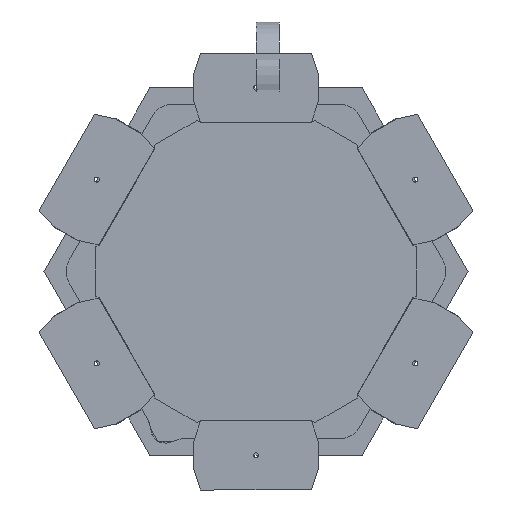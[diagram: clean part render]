
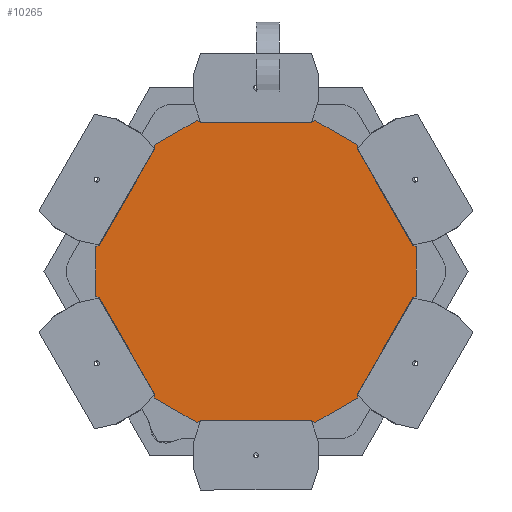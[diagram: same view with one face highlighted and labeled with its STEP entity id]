
A CAD part, front view. The second image highlights one B-rep face of the part: STEP entity #10265.
In plain terms, the highlighted planar face has unit normal (0, -1, 0).
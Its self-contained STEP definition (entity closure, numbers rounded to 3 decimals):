
#383=PLANE('',#10976);
#867=FACE_OUTER_BOUND('',#1406,.T.);
#1406=EDGE_LOOP('',(#8794,#8795,#8796,#8797,#8798,#8799,#8800,#8801,#8802,
#8803,#8804,#8805,#8806,#8807,#8808,#8809,#8810,#8811,#8812,#8813,#8814,
#8815,#8816,#8817));
#2432=LINE('',#15959,#3715);
#2435=LINE('',#15964,#3718);
#2437=LINE('',#15968,#3720);
#2439=LINE('',#15972,#3722);
#2441=LINE('',#15976,#3724);
#2443=LINE('',#15980,#3726);
#2445=LINE('',#15984,#3728);
#2447=LINE('',#15988,#3730);
#2449=LINE('',#15992,#3732);
#2451=LINE('',#15996,#3734);
#2453=LINE('',#16000,#3736);
#2455=LINE('',#16004,#3738);
#2457=LINE('',#16008,#3740);
#2459=LINE('',#16012,#3742);
#2461=LINE('',#16016,#3744);
#2462=LINE('',#16019,#3745);
#2463=LINE('',#16021,#3746);
#2464=LINE('',#16023,#3747);
#2465=LINE('',#16025,#3748);
#2466=LINE('',#16027,#3749);
#2467=LINE('',#16029,#3750);
#2468=LINE('',#16031,#3751);
#2469=LINE('',#16033,#3752);
#2470=LINE('',#16034,#3753);
#3715=VECTOR('',#13017,10.);
#3718=VECTOR('',#13022,10.);
#3720=VECTOR('',#13026,10.);
#3722=VECTOR('',#13030,10.);
#3724=VECTOR('',#13034,10.);
#3726=VECTOR('',#13038,10.);
#3728=VECTOR('',#13042,10.);
#3730=VECTOR('',#13046,10.);
#3732=VECTOR('',#13050,10.);
#3734=VECTOR('',#13054,10.);
#3736=VECTOR('',#13058,10.);
#3738=VECTOR('',#13062,10.);
#3740=VECTOR('',#13066,10.);
#3742=VECTOR('',#13070,10.);
#3744=VECTOR('',#13074,10.);
#3745=VECTOR('',#13077,10.);
#3746=VECTOR('',#13078,10.);
#3747=VECTOR('',#13079,10.);
#3748=VECTOR('',#13080,10.);
#3749=VECTOR('',#13081,10.);
#3750=VECTOR('',#13082,10.);
#3751=VECTOR('',#13083,10.);
#3752=VECTOR('',#13084,10.);
#3753=VECTOR('',#13085,10.);
#5003=VERTEX_POINT('',#15956);
#5004=VERTEX_POINT('',#15958);
#5005=VERTEX_POINT('',#15962);
#5006=VERTEX_POINT('',#15966);
#5007=VERTEX_POINT('',#15970);
#5008=VERTEX_POINT('',#15974);
#5009=VERTEX_POINT('',#15978);
#5010=VERTEX_POINT('',#15982);
#5011=VERTEX_POINT('',#15986);
#5012=VERTEX_POINT('',#15990);
#5013=VERTEX_POINT('',#15994);
#5014=VERTEX_POINT('',#15998);
#5015=VERTEX_POINT('',#16002);
#5016=VERTEX_POINT('',#16006);
#5017=VERTEX_POINT('',#16010);
#5018=VERTEX_POINT('',#16014);
#5019=VERTEX_POINT('',#16018);
#5020=VERTEX_POINT('',#16020);
#5021=VERTEX_POINT('',#16022);
#5022=VERTEX_POINT('',#16024);
#5023=VERTEX_POINT('',#16026);
#5024=VERTEX_POINT('',#16028);
#5025=VERTEX_POINT('',#16030);
#5026=VERTEX_POINT('',#16032);
#6302=EDGE_CURVE('',#5004,#5003,#2432,.F.);
#6305=EDGE_CURVE('',#5003,#5005,#2435,.F.);
#6307=EDGE_CURVE('',#5005,#5006,#2437,.F.);
#6309=EDGE_CURVE('',#5006,#5007,#2439,.F.);
#6311=EDGE_CURVE('',#5007,#5008,#2441,.F.);
#6313=EDGE_CURVE('',#5008,#5009,#2443,.F.);
#6315=EDGE_CURVE('',#5009,#5010,#2445,.F.);
#6317=EDGE_CURVE('',#5010,#5011,#2447,.F.);
#6319=EDGE_CURVE('',#5011,#5012,#2449,.F.);
#6321=EDGE_CURVE('',#5012,#5013,#2451,.F.);
#6323=EDGE_CURVE('',#5013,#5014,#2453,.F.);
#6325=EDGE_CURVE('',#5014,#5015,#2455,.F.);
#6327=EDGE_CURVE('',#5015,#5016,#2457,.F.);
#6329=EDGE_CURVE('',#5016,#5017,#2459,.F.);
#6331=EDGE_CURVE('',#5017,#5018,#2461,.F.);
#6332=EDGE_CURVE('',#5018,#5019,#2462,.F.);
#6333=EDGE_CURVE('',#5019,#5020,#2463,.F.);
#6334=EDGE_CURVE('',#5020,#5021,#2464,.F.);
#6335=EDGE_CURVE('',#5021,#5022,#2465,.F.);
#6336=EDGE_CURVE('',#5022,#5023,#2466,.F.);
#6337=EDGE_CURVE('',#5023,#5024,#2467,.F.);
#6338=EDGE_CURVE('',#5024,#5025,#2468,.F.);
#6339=EDGE_CURVE('',#5025,#5026,#2469,.F.);
#6340=EDGE_CURVE('',#5004,#5026,#2470,.T.);
#8794=ORIENTED_EDGE('',*,*,#6325,.T.);
#8795=ORIENTED_EDGE('',*,*,#6327,.T.);
#8796=ORIENTED_EDGE('',*,*,#6329,.T.);
#8797=ORIENTED_EDGE('',*,*,#6331,.T.);
#8798=ORIENTED_EDGE('',*,*,#6332,.T.);
#8799=ORIENTED_EDGE('',*,*,#6333,.T.);
#8800=ORIENTED_EDGE('',*,*,#6334,.T.);
#8801=ORIENTED_EDGE('',*,*,#6335,.T.);
#8802=ORIENTED_EDGE('',*,*,#6336,.T.);
#8803=ORIENTED_EDGE('',*,*,#6337,.T.);
#8804=ORIENTED_EDGE('',*,*,#6338,.T.);
#8805=ORIENTED_EDGE('',*,*,#6339,.T.);
#8806=ORIENTED_EDGE('',*,*,#6340,.F.);
#8807=ORIENTED_EDGE('',*,*,#6302,.T.);
#8808=ORIENTED_EDGE('',*,*,#6305,.T.);
#8809=ORIENTED_EDGE('',*,*,#6307,.T.);
#8810=ORIENTED_EDGE('',*,*,#6309,.T.);
#8811=ORIENTED_EDGE('',*,*,#6311,.T.);
#8812=ORIENTED_EDGE('',*,*,#6313,.T.);
#8813=ORIENTED_EDGE('',*,*,#6315,.T.);
#8814=ORIENTED_EDGE('',*,*,#6317,.T.);
#8815=ORIENTED_EDGE('',*,*,#6319,.T.);
#8816=ORIENTED_EDGE('',*,*,#6321,.T.);
#8817=ORIENTED_EDGE('',*,*,#6323,.T.);
#10265=ADVANCED_FACE('',(#867),#383,.T.);
#10976=AXIS2_PLACEMENT_3D('',#16017,#13075,#13076);
#13017=DIRECTION('',(0.091,0.,-0.996));
#13022=DIRECTION('',(-0.5,0.,-0.866));
#13026=DIRECTION('',(-0.908,0.,-0.419));
#13030=DIRECTION('',(0.,0.,-1.));
#13034=DIRECTION('',(0.908,0.,-0.419));
#13038=DIRECTION('',(0.5,0.,-0.866));
#13042=DIRECTION('',(-0.091,0.,-0.996));
#13046=DIRECTION('',(0.866,0.,-0.5));
#13050=DIRECTION('',(0.817,0.,0.577));
#13054=DIRECTION('',(1.,0.,0.));
#13058=DIRECTION('',(0.817,0.,-0.577));
#13062=DIRECTION('',(0.866,0.,0.5));
#13066=DIRECTION('',(-0.091,0.,0.996));
#13070=DIRECTION('',(0.5,0.,0.866));
#13074=DIRECTION('',(0.908,0.,0.419));
#13075=DIRECTION('center_axis',(0.,-1.,0.));
#13076=DIRECTION('ref_axis',(1.,0.,0.));
#13077=DIRECTION('',(0.,0.,1.));
#13078=DIRECTION('',(-0.908,0.,0.419));
#13079=DIRECTION('',(-0.5,0.,0.866));
#13080=DIRECTION('',(0.091,0.,0.996));
#13081=DIRECTION('',(-0.866,0.,0.5));
#13082=DIRECTION('',(-0.817,0.,-0.577));
#13083=DIRECTION('',(-1.,0.,0.));
#13084=DIRECTION('',(-0.817,0.,0.577));
#13085=DIRECTION('',(-0.866,0.,-0.5));
#15956=CARTESIAN_POINT('',(43.804,-12.,-53.065));
#15958=CARTESIAN_POINT('',(43.959,-12.,-54.759));
#15959=CARTESIAN_POINT('',(42.072,-12.,-34.196));
#15962=CARTESIAN_POINT('',(67.858,-12.,-11.403));
#15964=CARTESIAN_POINT('',(61.836,-12.,-21.832));
#15966=CARTESIAN_POINT('',(69.402,-12.,-10.691));
#15968=CARTESIAN_POINT('',(51.437,-12.,-18.974));
#15970=CARTESIAN_POINT('',(69.402,-12.,10.691));
#15972=CARTESIAN_POINT('',(69.402,-12.,13.573));
#15974=CARTESIAN_POINT('',(67.858,-12.,11.403));
#15976=CARTESIAN_POINT('',(50.651,-12.,19.337));
#15978=CARTESIAN_POINT('',(43.804,-12.,53.065));
#15980=CARTESIAN_POINT('',(49.825,-12.,42.636));
#15982=CARTESIAN_POINT('',(43.959,-12.,54.759));
#15984=CARTESIAN_POINT('',(42.151,-12.,35.059));
#15986=CARTESIAN_POINT('',(25.443,-12.,65.449));
#15988=CARTESIAN_POINT('',(22.946,-12.,66.891));
#15990=CARTESIAN_POINT('',(24.054,-12.,64.468));
#15992=CARTESIAN_POINT('',(8.579,-12.,53.533));
#15994=CARTESIAN_POINT('',(-24.054,-12.,64.468));
#15996=CARTESIAN_POINT('',(-12.011,-12.,64.468));
#15998=CARTESIAN_POINT('',(-25.443,-12.,65.449));
#16000=CARTESIAN_POINT('',(-9.286,-12.,54.033));
#16002=CARTESIAN_POINT('',(-43.959,-12.,54.759));
#16004=CARTESIAN_POINT('',(-46.456,-12.,53.317));
#16006=CARTESIAN_POINT('',(-43.804,-12.,53.065));
#16008=CARTESIAN_POINT('',(-42.072,-12.,34.196));
#16010=CARTESIAN_POINT('',(-67.858,-12.,11.403));
#16012=CARTESIAN_POINT('',(-61.836,-12.,21.832));
#16014=CARTESIAN_POINT('',(-69.402,-12.,10.691));
#16016=CARTESIAN_POINT('',(-51.437,-12.,18.974));
#16017=CARTESIAN_POINT('Origin',(0.,-12.,-32.784));
#16018=CARTESIAN_POINT('',(-69.402,-12.,-10.691));
#16019=CARTESIAN_POINT('',(-69.402,-12.,-13.573));
#16020=CARTESIAN_POINT('',(-67.858,-12.,-11.403));
#16021=CARTESIAN_POINT('',(-50.651,-12.,-19.337));
#16022=CARTESIAN_POINT('',(-43.804,-12.,-53.065));
#16023=CARTESIAN_POINT('',(-49.825,-12.,-42.636));
#16024=CARTESIAN_POINT('',(-43.959,-12.,-54.759));
#16025=CARTESIAN_POINT('',(-42.151,-12.,-35.059));
#16026=CARTESIAN_POINT('',(-25.443,-12.,-65.449));
#16027=CARTESIAN_POINT('',(-22.946,-12.,-66.891));
#16028=CARTESIAN_POINT('',(-24.054,-12.,-64.468));
#16029=CARTESIAN_POINT('',(-8.579,-12.,-53.533));
#16030=CARTESIAN_POINT('',(24.054,-12.,-64.468));
#16031=CARTESIAN_POINT('',(12.011,-12.,-64.468));
#16032=CARTESIAN_POINT('',(25.443,-12.,-65.449));
#16033=CARTESIAN_POINT('',(9.286,-12.,-54.033));
#16034=CARTESIAN_POINT('',(32.26,-12.,-61.513));
